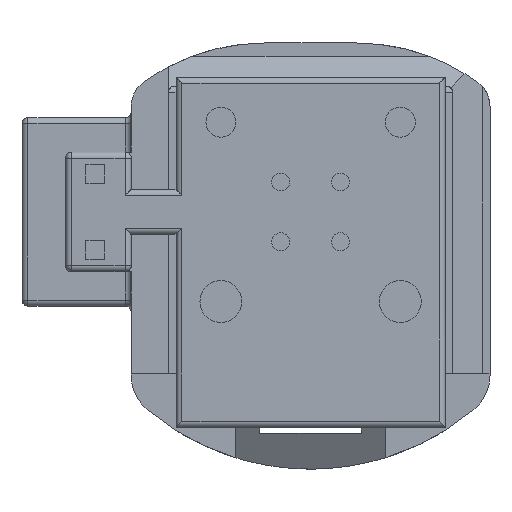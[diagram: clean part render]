
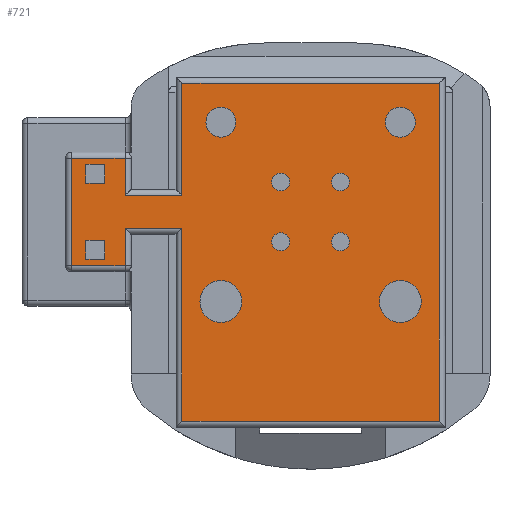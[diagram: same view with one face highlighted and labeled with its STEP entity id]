
A CAD part, front view. The second image highlights one B-rep face of the part: STEP entity #721.
In plain terms, the highlighted face is planar.
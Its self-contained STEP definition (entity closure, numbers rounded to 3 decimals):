
#18 = CARTESIAN_POINT ( 'NONE',  ( 4.3, 0., 7.2 ) ) ;
#72 = DIRECTION ( 'NONE',  ( 0., 0., 1. ) ) ;
#91 = LINE ( 'NONE', #3667, #4680 ) ;
#204 = EDGE_CURVE ( 'NONE', #2295, #3767, #1135, .T. ) ;
#206 = DIRECTION ( 'NONE',  ( -1., 0., 0. ) ) ;
#221 = VERTEX_POINT ( 'NONE', #506 ) ;
#276 = ORIENTED_EDGE ( 'NONE', *, *, #204, .T. ) ;
#280 = CARTESIAN_POINT ( 'NONE',  ( -6.2, 0., 7.2 ) ) ;
#283 = CARTESIAN_POINT ( 'NONE',  ( 4.3, 0., 7. ) ) ;
#312 = CARTESIAN_POINT ( 'NONE',  ( -4.5, 0., -1.8 ) ) ;
#461 = LINE ( 'NONE', #2299, #973 ) ;
#486 = VECTOR ( 'NONE', #4387, 1000. ) ;
#506 = CARTESIAN_POINT ( 'NONE',  ( -8., 0., -1.8 ) ) ;
#513 = FACE_OUTER_BOUND ( 'NONE', #788, .T. ) ;
#525 = VECTOR ( 'NONE', #206, 1000. ) ;
#550 = DIRECTION ( 'NONE',  ( 1., 0., 0. ) ) ;
#594 = DIRECTION ( 'NONE',  ( 0., 0., 1. ) ) ;
#645 = VECTOR ( 'NONE', #1609, 1000. ) ;
#721 = ADVANCED_FACE ( 'NONE', ( #513 ), #907, .T. ) ;
#788 = EDGE_LOOP ( 'NONE', ( #1981, #3487, #4169, #3073, #1996, #3430, #4736, #5693, #276, #2487, #2435, #4095 ) ) ;
#877 = DIRECTION ( 'NONE',  ( 0., 0., 1. ) ) ;
#907 = PLANE ( 'NONE',  #1768 ) ;
#920 = EDGE_CURVE ( 'NONE', #3297, #5939, #4261, .T. ) ;
#973 = VECTOR ( 'NONE', #5306, 1000. ) ;
#979 = LINE ( 'NONE', #4707, #1821 ) ;
#1007 = LINE ( 'NONE', #4148, #3377 ) ;
#1135 = LINE ( 'NONE', #2831, #2921 ) ;
#1240 = EDGE_CURVE ( 'NONE', #3167, #3297, #2368, .T. ) ;
#1285 = VERTEX_POINT ( 'NONE', #2399 ) ;
#1506 = VERTEX_POINT ( 'NONE', #5820 ) ;
#1609 = DIRECTION ( 'NONE',  ( -1., 0., 0. ) ) ;
#1662 = EDGE_CURVE ( 'NONE', #3546, #1506, #1007, .T. ) ;
#1672 = LINE ( 'NONE', #280, #486 ) ;
#1722 = EDGE_CURVE ( 'NONE', #1285, #5061, #5610, .T. ) ;
#1735 = EDGE_CURVE ( 'NONE', #5061, #1905, #461, .T. ) ;
#1768 = AXIS2_PLACEMENT_3D ( 'NONE', #4995, #4047, #877 ) ;
#1821 = VECTOR ( 'NONE', #72, 1000. ) ;
#1897 = EDGE_CURVE ( 'NONE', #3767, #1285, #1672, .T. ) ;
#1905 = VERTEX_POINT ( 'NONE', #3940 ) ;
#1966 = DIRECTION ( 'NONE',  ( 1., 0., 0. ) ) ;
#1981 = ORIENTED_EDGE ( 'NONE', *, *, #4205, .T. ) ;
#1996 = ORIENTED_EDGE ( 'NONE', *, *, #1662, .T. ) ;
#2295 = VERTEX_POINT ( 'NONE', #4062 ) ;
#2299 = CARTESIAN_POINT ( 'NONE',  ( -4.3, 0., 7.2 ) ) ;
#2368 = LINE ( 'NONE', #18, #3064 ) ;
#2399 = CARTESIAN_POINT ( 'NONE',  ( -6.2, 0., 0.55 ) ) ;
#2435 = ORIENTED_EDGE ( 'NONE', *, *, #1722, .T. ) ;
#2487 = ORIENTED_EDGE ( 'NONE', *, *, #1897, .T. ) ;
#2566 = CARTESIAN_POINT ( 'NONE',  ( -6.2, 0., 7.2 ) ) ;
#2585 = CARTESIAN_POINT ( 'NONE',  ( -4.5, 0., -4.3 ) ) ;
#2763 = VECTOR ( 'NONE', #3049, 1000. ) ;
#2831 = CARTESIAN_POINT ( 'NONE',  ( -4.5, 0., 1.8 ) ) ;
#2921 = VECTOR ( 'NONE', #3751, 1000. ) ;
#3049 = DIRECTION ( 'NONE',  ( 0., 0., -1. ) ) ;
#3064 = VECTOR ( 'NONE', #4587, 1000. ) ;
#3073 = ORIENTED_EDGE ( 'NONE', *, *, #3085, .T. ) ;
#3085 = EDGE_CURVE ( 'NONE', #5939, #3546, #979, .T. ) ;
#3167 = VERTEX_POINT ( 'NONE', #283 ) ;
#3297 = VERTEX_POINT ( 'NONE', #3913 ) ;
#3377 = VECTOR ( 'NONE', #3698, 1000. ) ;
#3393 = CARTESIAN_POINT ( 'NONE',  ( -4.3, 0., -4.3 ) ) ;
#3430 = ORIENTED_EDGE ( 'NONE', *, *, #3993, .T. ) ;
#3487 = ORIENTED_EDGE ( 'NONE', *, *, #1240, .T. ) ;
#3538 = VECTOR ( 'NONE', #594, 1000. ) ;
#3544 = CARTESIAN_POINT ( 'NONE',  ( -6.2, 0., -1.8 ) ) ;
#3546 = VERTEX_POINT ( 'NONE', #5230 ) ;
#3564 = VECTOR ( 'NONE', #550, 1000. ) ;
#3618 = CARTESIAN_POINT ( 'NONE',  ( -4.3, 0., 0.55 ) ) ;
#3667 = CARTESIAN_POINT ( 'NONE',  ( -4.5, 0., 7. ) ) ;
#3698 = DIRECTION ( 'NONE',  ( -1., 0., 0. ) ) ;
#3751 = DIRECTION ( 'NONE',  ( 1., 0., 0. ) ) ;
#3767 = VERTEX_POINT ( 'NONE', #4206 ) ;
#3913 = CARTESIAN_POINT ( 'NONE',  ( 4.3, 0., -4.3 ) ) ;
#3939 = LINE ( 'NONE', #2566, #2763 ) ;
#3940 = CARTESIAN_POINT ( 'NONE',  ( -4.3, 0., 7. ) ) ;
#3993 = EDGE_CURVE ( 'NONE', #1506, #4560, #3939, .T. ) ;
#4021 = EDGE_CURVE ( 'NONE', #4560, #221, #4849, .T. ) ;
#4047 = DIRECTION ( 'NONE',  ( 0., 1., 0. ) ) ;
#4062 = CARTESIAN_POINT ( 'NONE',  ( -8., 0., 1.8 ) ) ;
#4095 = ORIENTED_EDGE ( 'NONE', *, *, #1735, .T. ) ;
#4148 = CARTESIAN_POINT ( 'NONE',  ( -4.5, 0., -0.55 ) ) ;
#4169 = ORIENTED_EDGE ( 'NONE', *, *, #920, .T. ) ;
#4205 = EDGE_CURVE ( 'NONE', #1905, #3167, #91, .T. ) ;
#4206 = CARTESIAN_POINT ( 'NONE',  ( -6.2, 0., 1.8 ) ) ;
#4243 = CARTESIAN_POINT ( 'NONE',  ( -8., 0., 7.2 ) ) ;
#4261 = LINE ( 'NONE', #2585, #525 ) ;
#4387 = DIRECTION ( 'NONE',  ( 0., 0., -1. ) ) ;
#4560 = VERTEX_POINT ( 'NONE', #3544 ) ;
#4587 = DIRECTION ( 'NONE',  ( 0., 0., -1. ) ) ;
#4673 = CARTESIAN_POINT ( 'NONE',  ( -4.5, 0., 0.55 ) ) ;
#4680 = VECTOR ( 'NONE', #1966, 1000. ) ;
#4707 = CARTESIAN_POINT ( 'NONE',  ( -4.3, 0., 7.2 ) ) ;
#4736 = ORIENTED_EDGE ( 'NONE', *, *, #4021, .T. ) ;
#4849 = LINE ( 'NONE', #312, #645 ) ;
#4995 = CARTESIAN_POINT ( 'NONE',  ( 4.3, 0., 7. ) ) ;
#5061 = VERTEX_POINT ( 'NONE', #3618 ) ;
#5137 = EDGE_CURVE ( 'NONE', #221, #2295, #5190, .T. ) ;
#5190 = LINE ( 'NONE', #4243, #3538 ) ;
#5230 = CARTESIAN_POINT ( 'NONE',  ( -4.3, 0., -0.55 ) ) ;
#5306 = DIRECTION ( 'NONE',  ( 0., 0., 1. ) ) ;
#5610 = LINE ( 'NONE', #4673, #3564 ) ;
#5693 = ORIENTED_EDGE ( 'NONE', *, *, #5137, .T. ) ;
#5820 = CARTESIAN_POINT ( 'NONE',  ( -6.2, 0., -0.55 ) ) ;
#5939 = VERTEX_POINT ( 'NONE', #3393 ) ;
